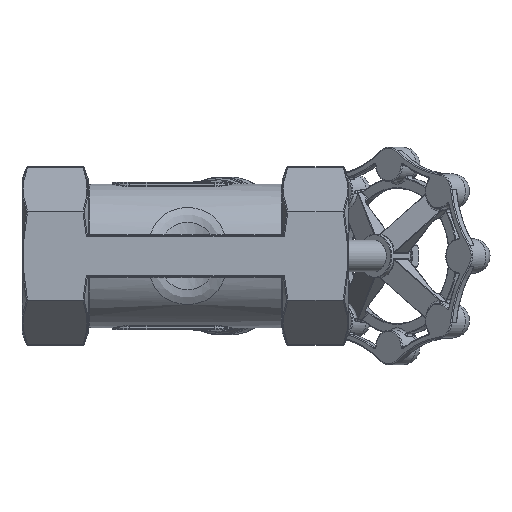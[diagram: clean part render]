
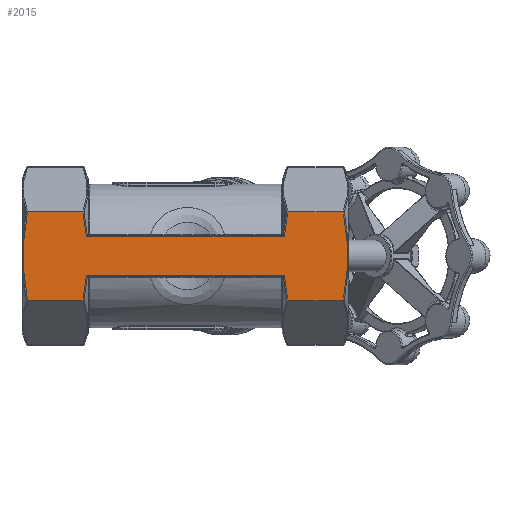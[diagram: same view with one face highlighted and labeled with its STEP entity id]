
A CAD part, front view. The second image highlights one B-rep face of the part: STEP entity #2015.
In plain terms, the highlighted planar face has unit normal (0, -1, 0).
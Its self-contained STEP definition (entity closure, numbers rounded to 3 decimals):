
#1813 = EDGE_CURVE ( 'NONE', #17696, #17788, #19278, .T. ) ;
#1910 = EDGE_CURVE ( 'NONE', #17803, #17677, #6280, .T. ) ;
#2015 = ADVANCED_FACE ( 'NONE', ( #58000 ), #71447, .T. ) ;
#2066 = EDGE_CURVE ( 'NONE', #17632, #17696, #58484, .T. ) ;
#2153 = EDGE_CURVE ( 'NONE', #17739, #17803, #24514, .T. ) ;
#2196 = EDGE_CURVE ( 'NONE', #17469, #17625, #60041, .T. ) ;
#2404 = EDGE_CURVE ( 'NONE', #17625, #17730, #44945, .T. ) ;
#2448 = EDGE_CURVE ( 'NONE', #17788, #17698, #6819, .T. ) ;
#2629 = EDGE_CURVE ( 'NONE', #17730, #17744, #31688, .T. ) ;
#2664 = EDGE_CURVE ( 'NONE', #17724, #17739, #57669, .T. ) ;
#2908 = EDGE_CURVE ( 'NONE', #17677, #17632, #14923, .T. ) ;
#3432 = EDGE_CURVE ( 'NONE', #17698, #17469, #15008, .T. ) ;
#3540 = EDGE_CURVE ( 'NONE', #17744, #17724, #15023, .T. ) ;
#6279 = VECTOR ( 'NONE', #20234, 1000. ) ;
#6280 = LINE ( 'NONE', #20403, #6279 ) ;
#6817 = VECTOR ( 'NONE', #50931, 1000. ) ;
#6819 = LINE ( 'NONE', #50928, #6817 ) ;
#7645 = ORIENTED_EDGE ( 'NONE', *, *, #3432, .T. ) ;
#7652 = ORIENTED_EDGE ( 'NONE', *, *, #2908, .T. ) ;
#7696 = ORIENTED_EDGE ( 'NONE', *, *, #2066, .T. ) ;
#7702 = ORIENTED_EDGE ( 'NONE', *, *, #2404, .T. ) ;
#7740 = ORIENTED_EDGE ( 'NONE', *, *, #2664, .T. ) ;
#9365 = CARTESIAN_POINT ( 'NONE',  ( 29.553, -35.5, -9. ) ) ;
#9422 = CARTESIAN_POINT ( 'NONE',  ( 27.997, -35.5, -20.207 ) ) ;
#9509 = CARTESIAN_POINT ( 'NONE',  ( 29.213, -35.5, -12.758 ) ) ;
#9568 = CARTESIAN_POINT ( 'NONE',  ( 28.673, -35.5, -16.495 ) ) ;
#14923 = B_SPLINE_CURVE_WITH_KNOTS ( 'NONE', 3,
 ( #26173, #26174, #26175, #26176 ),
 .UNSPECIFIED., .F., .F.,
 ( 4, 4 ),
 ( 0., 0.011 ),
 .UNSPECIFIED. ) ;
#15008 = B_SPLINE_CURVE_WITH_KNOTS ( 'NONE', 3,
 ( #22138, #22140, #22142, #22145 ),
 .UNSPECIFIED., .F., .F.,
 ( 4, 4 ),
 ( 0., 0.012 ),
 .UNSPECIFIED. ) ;
#15023 = B_SPLINE_CURVE_WITH_KNOTS ( 'NONE', 3,
 ( #22671, #22674, #22677, #22680, #22682, #22686, #22688, #22691, #22695, #22698 ),
 .UNSPECIFIED., .F., .F.,
 ( 4, 2, 2, 2, 4 ),
 ( 0., 0.01, 0.021, 0.031, 0.041 ),
 .UNSPECIFIED. ) ;
#15866 = DIRECTION ( 'NONE',  ( 1., 0., 0. ) ) ;
#15901 = CARTESIAN_POINT ( 'NONE',  ( 0., -35.5, -20.207 ) ) ;
#17469 = VERTEX_POINT ( 'NONE', #24457 ) ;
#17625 = VERTEX_POINT ( 'NONE', #24293 ) ;
#17632 = VERTEX_POINT ( 'NONE', #24285 ) ;
#17677 = VERTEX_POINT ( 'NONE', #24224 ) ;
#17696 = VERTEX_POINT ( 'NONE', #24023 ) ;
#17698 = VERTEX_POINT ( 'NONE', #24020 ) ;
#17724 = VERTEX_POINT ( 'NONE', #23993 ) ;
#17730 = VERTEX_POINT ( 'NONE', #23985 ) ;
#17739 = VERTEX_POINT ( 'NONE', #23973 ) ;
#17744 = VERTEX_POINT ( 'NONE', #23968 ) ;
#17788 = VERTEX_POINT ( 'NONE', #23923 ) ;
#17803 = VERTEX_POINT ( 'NONE', #23903 ) ;
#19278 = B_SPLINE_CURVE_WITH_KNOTS ( 'NONE', 3,
 ( #19468, #19488, #19370, #19464, #19459, #19516, #19471, #19425, #19368, #19484 ),
 .UNSPECIFIED., .F., .F.,
 ( 4, 2, 2, 2, 4 ),
 ( 0., 0.01, 0.021, 0.031, 0.041 ),
 .UNSPECIFIED. ) ;
#19368 = CARTESIAN_POINT ( 'NONE',  ( 148.105, -35.5, 16.867 ) ) ;
#19370 = CARTESIAN_POINT ( 'NONE',  ( 148.602, -35.5, -13.516 ) ) ;
#19425 = CARTESIAN_POINT ( 'NONE',  ( 148.602, -35.5, 13.516 ) ) ;
#19459 = CARTESIAN_POINT ( 'NONE',  ( 149.468, -35.5, -3.401 ) ) ;
#19464 = CARTESIAN_POINT ( 'NONE',  ( 149.284, -35.5, -6.783 ) ) ;
#19468 = CARTESIAN_POINT ( 'NONE',  ( 147.497, -35.5, -20.207 ) ) ;
#19471 = CARTESIAN_POINT ( 'NONE',  ( 149.284, -35.5, 6.782 ) ) ;
#19484 = CARTESIAN_POINT ( 'NONE',  ( 147.497, -35.5, 20.207 ) ) ;
#19488 = CARTESIAN_POINT ( 'NONE',  ( 148.105, -35.5, -16.867 ) ) ;
#19516 = CARTESIAN_POINT ( 'NONE',  ( 149.468, -35.5, 3.4 ) ) ;
#20234 = DIRECTION ( 'NONE',  ( 1., 0., 0. ) ) ;
#20403 = CARTESIAN_POINT ( 'NONE',  ( 0., -35.5, -9. ) ) ;
#22138 = CARTESIAN_POINT ( 'NONE',  ( 122.003, -35.5, 20.207 ) ) ;
#22140 = CARTESIAN_POINT ( 'NONE',  ( 121.327, -35.5, 16.495 ) ) ;
#22142 = CARTESIAN_POINT ( 'NONE',  ( 120.787, -35.5, 12.758 ) ) ;
#22145 = CARTESIAN_POINT ( 'NONE',  ( 120.447, -35.5, 9. ) ) ;
#22671 = CARTESIAN_POINT ( 'NONE',  ( 2.503, -35.5, 20.207 ) ) ;
#22674 = CARTESIAN_POINT ( 'NONE',  ( 1.895, -35.5, 16.867 ) ) ;
#22677 = CARTESIAN_POINT ( 'NONE',  ( 1.398, -35.5, 13.516 ) ) ;
#22680 = CARTESIAN_POINT ( 'NONE',  ( 0.716, -35.5, 6.782 ) ) ;
#22682 = CARTESIAN_POINT ( 'NONE',  ( 0.532, -35.5, 3.4 ) ) ;
#22686 = CARTESIAN_POINT ( 'NONE',  ( 0.532, -35.5, -3.401 ) ) ;
#22688 = CARTESIAN_POINT ( 'NONE',  ( 0.716, -35.5, -6.783 ) ) ;
#22691 = CARTESIAN_POINT ( 'NONE',  ( 1.398, -35.5, -13.516 ) ) ;
#22695 = CARTESIAN_POINT ( 'NONE',  ( 1.895, -35.5, -16.867 ) ) ;
#22698 = CARTESIAN_POINT ( 'NONE',  ( 2.503, -35.5, -20.207 ) ) ;
#23903 = CARTESIAN_POINT ( 'NONE',  ( 29.553, -35.5, -9. ) ) ;
#23923 = CARTESIAN_POINT ( 'NONE',  ( 147.497, -35.5, 20.207 ) ) ;
#23968 = CARTESIAN_POINT ( 'NONE',  ( 2.503, -35.5, 20.207 ) ) ;
#23973 = CARTESIAN_POINT ( 'NONE',  ( 27.997, -35.5, -20.207 ) ) ;
#23985 = CARTESIAN_POINT ( 'NONE',  ( 27.997, -35.5, 20.207 ) ) ;
#23993 = CARTESIAN_POINT ( 'NONE',  ( 2.503, -35.5, -20.207 ) ) ;
#24020 = CARTESIAN_POINT ( 'NONE',  ( 122.003, -35.5, 20.207 ) ) ;
#24023 = CARTESIAN_POINT ( 'NONE',  ( 147.497, -35.5, -20.207 ) ) ;
#24224 = CARTESIAN_POINT ( 'NONE',  ( 120.447, -35.5, -9. ) ) ;
#24285 = CARTESIAN_POINT ( 'NONE',  ( 122.003, -35.5, -20.207 ) ) ;
#24293 = CARTESIAN_POINT ( 'NONE',  ( 29.553, -35.5, 9. ) ) ;
#24457 = CARTESIAN_POINT ( 'NONE',  ( 120.447, -35.5, 9. ) ) ;
#24514 = B_SPLINE_CURVE_WITH_KNOTS ( 'NONE', 3,
 ( #9422, #9568, #9509, #9365 ),
 .UNSPECIFIED., .F., .F.,
 ( 4, 4 ),
 ( 0., 0.012 ),
 .UNSPECIFIED. ) ;
#25115 = AXIS2_PLACEMENT_3D ( 'NONE', #71665, #71671, #71234 ) ;
#26173 = CARTESIAN_POINT ( 'NONE',  ( 120.447, -35.5, -9. ) ) ;
#26174 = CARTESIAN_POINT ( 'NONE',  ( 120.787, -35.5, -12.758 ) ) ;
#26175 = CARTESIAN_POINT ( 'NONE',  ( 121.327, -35.5, -16.495 ) ) ;
#26176 = CARTESIAN_POINT ( 'NONE',  ( 122.003, -35.5, -20.207 ) ) ;
#30840 = VECTOR ( 'NONE', #41788, 1000. ) ;
#31482 = ORIENTED_EDGE ( 'NONE', *, *, #2153, .T. ) ;
#31688 = LINE ( 'NONE', #41787, #30840 ) ;
#31905 = ORIENTED_EDGE ( 'NONE', *, *, #1910, .T. ) ;
#31975 = ORIENTED_EDGE ( 'NONE', *, *, #1813, .T. ) ;
#32036 = ORIENTED_EDGE ( 'NONE', *, *, #2629, .T. ) ;
#32189 = ORIENTED_EDGE ( 'NONE', *, *, #2196, .T. ) ;
#32214 = ORIENTED_EDGE ( 'NONE', *, *, #3540, .T. ) ;
#32288 = ORIENTED_EDGE ( 'NONE', *, *, #2448, .T. ) ;
#37309 = DIRECTION ( 'NONE',  ( -1., 0., 0. ) ) ;
#38589 = CARTESIAN_POINT ( 'NONE',  ( 0., -35.5, 9. ) ) ;
#41787 = CARTESIAN_POINT ( 'NONE',  ( 0., -35.5, 20.207 ) ) ;
#41788 = DIRECTION ( 'NONE',  ( -1., 0., 0. ) ) ;
#42046 = CARTESIAN_POINT ( 'NONE',  ( 0., -35.5, -20.207 ) ) ;
#42047 = DIRECTION ( 'NONE',  ( 1., 0., 0. ) ) ;
#44945 = B_SPLINE_CURVE_WITH_KNOTS ( 'NONE', 3,
 ( #50039, #50042, #50044, #50045 ),
 .UNSPECIFIED., .F., .F.,
 ( 4, 4 ),
 ( 0., 0.011 ),
 .UNSPECIFIED. ) ;
#50039 = CARTESIAN_POINT ( 'NONE',  ( 29.553, -35.5, 9. ) ) ;
#50042 = CARTESIAN_POINT ( 'NONE',  ( 29.213, -35.5, 12.758 ) ) ;
#50044 = CARTESIAN_POINT ( 'NONE',  ( 28.673, -35.5, 16.495 ) ) ;
#50045 = CARTESIAN_POINT ( 'NONE',  ( 27.997, -35.5, 20.207 ) ) ;
#50928 = CARTESIAN_POINT ( 'NONE',  ( 0., -35.5, 20.207 ) ) ;
#50931 = DIRECTION ( 'NONE',  ( -1., 0., 0. ) ) ;
#52636 = EDGE_LOOP ( 'NONE', ( #32214, #7740, #31482, #31905, #7652, #7696, #31975, #32288, #7645, #32189, #7702, #32036 ) ) ;
#57618 = VECTOR ( 'NONE', #42047, 1000. ) ;
#57669 = LINE ( 'NONE', #42046, #57618 ) ;
#58000 = FACE_OUTER_BOUND ( 'NONE', #52636, .T. ) ;
#58482 = VECTOR ( 'NONE', #15866, 1000. ) ;
#58484 = LINE ( 'NONE', #15901, #58482 ) ;
#60040 = VECTOR ( 'NONE', #37309, 1000. ) ;
#60041 = LINE ( 'NONE', #38589, #60040 ) ;
#71234 = DIRECTION ( 'NONE',  ( 0., 0., -1. ) ) ;
#71447 = PLANE ( 'NONE',  #25115 ) ;
#71665 = CARTESIAN_POINT ( 'NONE',  ( 0., -35.5, -41.001 ) ) ;
#71671 = DIRECTION ( 'NONE',  ( 0., -1., 0. ) ) ;
